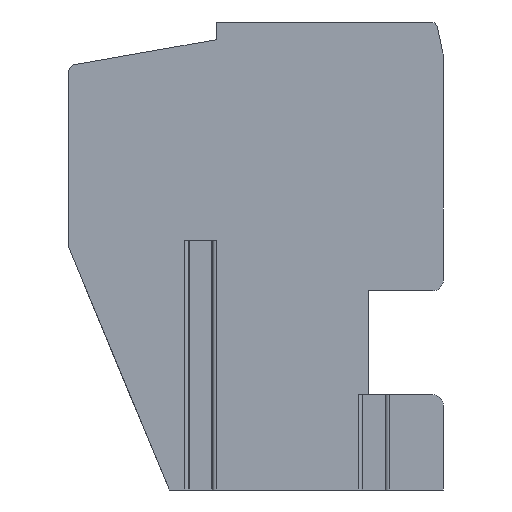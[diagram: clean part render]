
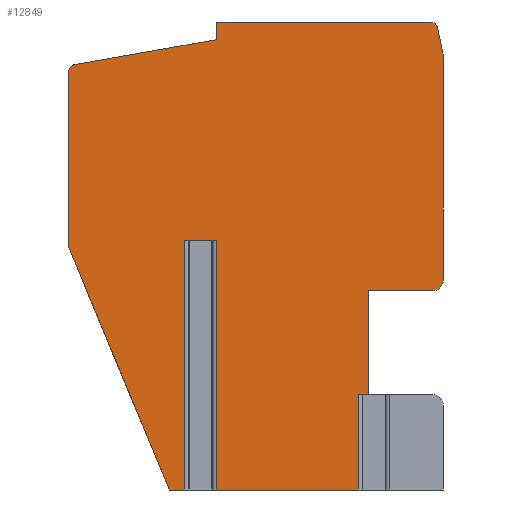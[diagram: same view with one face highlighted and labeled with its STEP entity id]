
A CAD part, left-side view. The second image highlights one B-rep face of the part: STEP entity #12849.
In plain terms, the highlighted planar face has unit normal (-1, 0, 0).
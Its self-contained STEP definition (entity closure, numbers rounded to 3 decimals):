
#18=DIRECTION('',(0.,0.,-1.));
#19=VECTOR('',#18,2.75);
#20=CARTESIAN_POINT('',(0.,-2.949,
-4.));
#21=LINE('',#20,#19);
#22=DIRECTION('',(0.,0.,-1.));
#23=VECTOR('',#22,7.2);
#24=CARTESIAN_POINT('',(0.,1.149,0.45));
#25=LINE('',#24,#23);
#26=DIRECTION('',(0.,1.,0.));
#27=VECTOR('',#26,0.901);
#28=CARTESIAN_POINT('',(0.,1.149,0.45));
#29=LINE('',#28,#27);
#30=DIRECTION('',(0.,0.,-1.));
#31=VECTOR('',#30,7.2);
#32=CARTESIAN_POINT('',(0.,2.05,0.45));
#33=LINE('',#32,#31);
#34=DIRECTION('',(0.,-0.383,-0.924));
#35=VECTOR('',#34,7.577);
#36=CARTESIAN_POINT('',(0.,5.4,0.25));
#37=LINE('',#36,#35);
#38=DIRECTION('',(0.,0.,1.));
#39=VECTOR('',#38,5.072);
#40=CARTESIAN_POINT('',(0.,5.4,0.25));
#41=LINE('',#40,#39);
#42=CARTESIAN_POINT('',(0.,5.2,5.322));
#43=DIRECTION('',(1.,0.,0.));
#44=DIRECTION('',(0.,1.,0.));
#45=AXIS2_PLACEMENT_3D('',#42,#43,#44);
#47=DIRECTION('',(0.,-0.985,0.174));
#48=VECTOR('',#47,4.148);
#49=CARTESIAN_POINT('',(0.,5.235,5.519));
#50=LINE('',#49,#48);
#51=DIRECTION('',(0.,0.,1.));
#52=VECTOR('',#51,0.511);
#53=CARTESIAN_POINT('',(0.,1.15,6.239));
#54=LINE('',#53,#52);
#55=DIRECTION('',(0.,-1.,0.));
#56=VECTOR('',#55,6.188);
#57=CARTESIAN_POINT('',(0.,1.15,6.75));
#58=LINE('',#57,#56);
#59=CARTESIAN_POINT('',(0.,-5.038,6.55));
#60=DIRECTION('',(1.,0.,0.));
#61=DIRECTION('',(0.,0.,1.));
#62=AXIS2_PLACEMENT_3D('',#59,#60,#61);
#64=DIRECTION('',(0.,-0.208,-0.978));
#65=VECTOR('',#64,0.747);
#66=CARTESIAN_POINT('',(0.,-5.234,6.592));
#67=LINE('',#66,#65);
#68=CARTESIAN_POINT('',(0.,-4.9,5.757));
#69=DIRECTION('',(1.,0.,0.));
#70=DIRECTION('',(0.,-0.978,0.208));
#71=AXIS2_PLACEMENT_3D('',#68,#69,#70);
#73=DIRECTION('',(0.,0.,-1.));
#74=VECTOR('',#73,6.457);
#75=CARTESIAN_POINT('',(0.,-5.4,5.757));
#76=LINE('',#75,#74);
#77=CARTESIAN_POINT('',(0.,-5.1,-0.7));
#78=DIRECTION('',(1.,0.,0.));
#79=DIRECTION('',(0.,-1.,0.));
#80=AXIS2_PLACEMENT_3D('',#77,#78,#79);
#82=DIRECTION('',(0.,1.,0.));
#83=VECTOR('',#82,1.85);
#84=CARTESIAN_POINT('',(0.,-5.1,-1.));
#85=LINE('',#84,#83);
#86=DIRECTION('',(0.,0.,-1.));
#87=VECTOR('',#86,3.);
#88=CARTESIAN_POINT('',(0.,-3.25,-1.));
#89=LINE('',#88,#87);
#90=DIRECTION('',(0.,-1.,0.));
#91=VECTOR('',#90,0.301);
#92=CARTESIAN_POINT('',(0.,-2.949,
-4.));
#93=LINE('',#92,#91);
#329=DIRECTION('',(0.,-1.,0.));
#330=VECTOR('',#329,0.45);
#331=CARTESIAN_POINT('',(0.,2.5,-6.75));
#332=LINE('',#331,#330);
#365=DIRECTION('',(0.,-1.,0.));
#366=VECTOR('',#365,4.099);
#367=CARTESIAN_POINT('',(0.,1.149,
-6.75));
#368=LINE('',#367,#366);
#9905=CARTESIAN_POINT('',(0.,5.4,5.322));
#9906=CARTESIAN_POINT('',(0.,5.235,5.519));
#9907=VERTEX_POINT('',#9905);
#9908=VERTEX_POINT('',#9906);
#9909=CARTESIAN_POINT('',(0.,1.15,6.239));
#9910=VERTEX_POINT('',#9909);
#9911=CARTESIAN_POINT('',(0.,1.15,6.75));
#9912=VERTEX_POINT('',#9911);
#9913=CARTESIAN_POINT('',(0.,-5.038,6.75));
#9914=VERTEX_POINT('',#9913);
#9915=CARTESIAN_POINT('',(0.,-5.234,6.592));
#9916=VERTEX_POINT('',#9915);
#9917=CARTESIAN_POINT('',(0.,-5.389,5.86));
#9918=VERTEX_POINT('',#9917);
#9919=CARTESIAN_POINT('',(0.,-5.4,5.757));
#9920=VERTEX_POINT('',#9919);
#9921=CARTESIAN_POINT('',(0.,-5.4,-0.7));
#9922=VERTEX_POINT('',#9921);
#9923=CARTESIAN_POINT('',(0.,-5.1,-1.));
#9924=VERTEX_POINT('',#9923);
#9925=CARTESIAN_POINT('',(0.,-3.25,-1.));
#9926=VERTEX_POINT('',#9925);
#11067=CARTESIAN_POINT('',(0.,5.4,0.25));
#11068=VERTEX_POINT('',#11067);
#11099=CARTESIAN_POINT('',(0.,1.149,
0.45));
#11100=CARTESIAN_POINT('',(0.,2.05,
0.45));
#11101=VERTEX_POINT('',#11099);
#11102=VERTEX_POINT('',#11100);
#11103=CARTESIAN_POINT('',(0.,1.149,
-6.75));
#11104=VERTEX_POINT('',#11103);
#11105=CARTESIAN_POINT('',(0.,2.05,
-6.75));
#11106=VERTEX_POINT('',#11105);
#11119=CARTESIAN_POINT('',(0.,2.5,-6.75));
#11120=VERTEX_POINT('',#11119);
#11131=CARTESIAN_POINT('',(0.,-2.949,
-4.));
#11132=CARTESIAN_POINT('',(0.,-2.949,
-6.75));
#11133=VERTEX_POINT('',#11131);
#11134=VERTEX_POINT('',#11132);
#11135=CARTESIAN_POINT('',(0.,-3.25,-4.));
#11136=VERTEX_POINT('',#11135);
#12802=CARTESIAN_POINT('',(0.,0.,0.));
#12803=DIRECTION('',(1.,0.,0.));
#12804=DIRECTION('',(0.,0.,-1.));
#12805=AXIS2_PLACEMENT_3D('',#12802,#12803,#12804);
#12806=PLANE('',#12805);
#12808=ORIENTED_EDGE('',*,*,#12807,.T.);
#12810=ORIENTED_EDGE('',*,*,#12809,.F.);
#12812=ORIENTED_EDGE('',*,*,#12811,.F.);
#12814=ORIENTED_EDGE('',*,*,#12813,.T.);
#12816=ORIENTED_EDGE('',*,*,#12815,.T.);
#12818=ORIENTED_EDGE('',*,*,#12817,.F.);
#12820=ORIENTED_EDGE('',*,*,#12819,.F.);
#12822=ORIENTED_EDGE('',*,*,#12821,.T.);
#12824=ORIENTED_EDGE('',*,*,#12823,.T.);
#12826=ORIENTED_EDGE('',*,*,#12825,.T.);
#12828=ORIENTED_EDGE('',*,*,#12827,.T.);
#12830=ORIENTED_EDGE('',*,*,#12829,.T.);
#12832=ORIENTED_EDGE('',*,*,#12831,.T.);
#12834=ORIENTED_EDGE('',*,*,#12833,.T.);
#12836=ORIENTED_EDGE('',*,*,#12835,.T.);
#12838=ORIENTED_EDGE('',*,*,#12837,.T.);
#12840=ORIENTED_EDGE('',*,*,#12839,.T.);
#12842=ORIENTED_EDGE('',*,*,#12841,.T.);
#12844=ORIENTED_EDGE('',*,*,#12843,.T.);
#12846=ORIENTED_EDGE('',*,*,#12845,.F.);
#12847=EDGE_LOOP('',(#12808,#12810,#12812,#12814,#12816,#12818,#12820,#12822,
#12824,#12826,#12828,#12830,#12832,#12834,#12836,#12838,#12840,#12842,#12844,
#12846));
#12848=FACE_OUTER_BOUND('',#12847,.F.);
#12849=ADVANCED_FACE('',(#12848),#12806,.F.);
#46=CIRCLE('',#45,0.2);
#63=CIRCLE('',#62,0.2);
#72=CIRCLE('',#71,0.5);
#81=CIRCLE('',#80,0.3);
#12807=EDGE_CURVE('',#11133,#11134,#21,.T.);
#12809=EDGE_CURVE('',#11104,#11134,#368,.T.);
#12811=EDGE_CURVE('',#11101,#11104,#25,.T.);
#12813=EDGE_CURVE('',#11101,#11102,#29,.T.);
#12815=EDGE_CURVE('',#11102,#11106,#33,.T.);
#12817=EDGE_CURVE('',#11120,#11106,#332,.T.);
#12819=EDGE_CURVE('',#11068,#11120,#37,.T.);
#12821=EDGE_CURVE('',#11068,#9907,#41,.T.);
#12823=EDGE_CURVE('',#9907,#9908,#46,.T.);
#12825=EDGE_CURVE('',#9908,#9910,#50,.T.);
#12827=EDGE_CURVE('',#9910,#9912,#54,.T.);
#12829=EDGE_CURVE('',#9912,#9914,#58,.T.);
#12831=EDGE_CURVE('',#9914,#9916,#63,.T.);
#12833=EDGE_CURVE('',#9916,#9918,#67,.T.);
#12835=EDGE_CURVE('',#9918,#9920,#72,.T.);
#12837=EDGE_CURVE('',#9920,#9922,#76,.T.);
#12839=EDGE_CURVE('',#9922,#9924,#81,.T.);
#12841=EDGE_CURVE('',#9924,#9926,#85,.T.);
#12843=EDGE_CURVE('',#9926,#11136,#89,.T.);
#12845=EDGE_CURVE('',#11133,#11136,#93,.T.);
